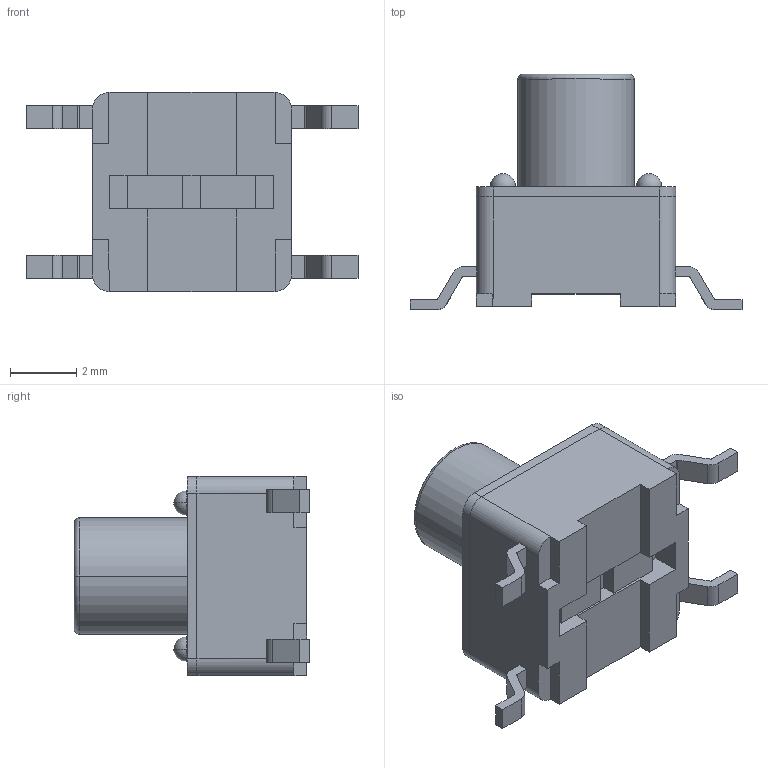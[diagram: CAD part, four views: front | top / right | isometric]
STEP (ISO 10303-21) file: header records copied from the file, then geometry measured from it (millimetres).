
FILE_DESCRIPTION (( 'STEP AP214' ), '1' );
FILE_NAME ('TL3301FF160QG.STEP', '2023-03-06T21:30:47', ( '' ), ( '' ), 'SwSTEP 2.0', 'SolidWorks 2021', '' );
FILE_SCHEMA (( 'AUTOMOTIVE_DESIGN' ));
Length unit declared in the file: millimetre
Products named in the file (1): TL3301FF160QG
Bounding box: 10 x 7.1 x 6 mm (x, y, z)
Volume: 127.1 mm3; surface area: 371.4 mm2
Topology: 7 solids, 7 shells, 246 faces, 644 edges, 417 vertices
Faces by surface type: plane 142, cylinder 85, torus 9, sphere 8, bspline 2
Entity records: 7567 total; most frequent: CARTESIAN_POINT 1430, DIRECTION 1255, ORIENTED_EDGE 1252, EDGE_CURVE 626, VECTOR 435, LINE 435, AXIS2_PLACEMENT_3D 410, VERTEX_POINT 409
